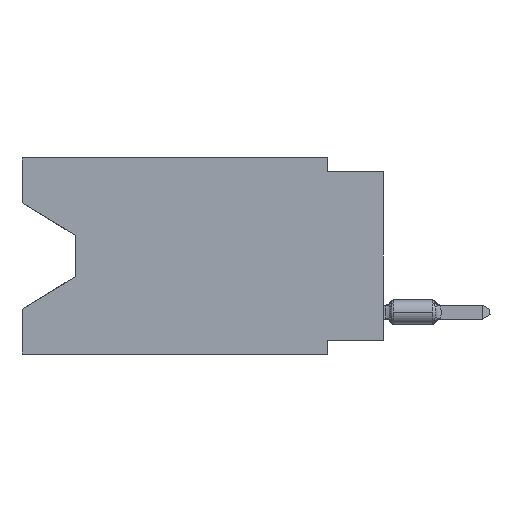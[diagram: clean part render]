
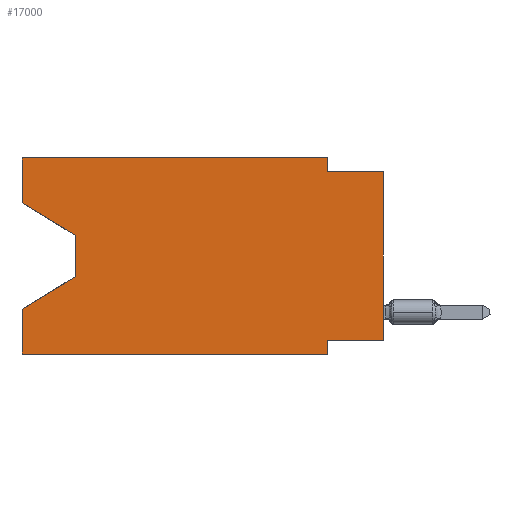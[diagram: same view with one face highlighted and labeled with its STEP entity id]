
A CAD part, left-side view. The second image highlights one B-rep face of the part: STEP entity #17000.
In plain terms, the highlighted planar face has unit normal (-1, 0, 0).
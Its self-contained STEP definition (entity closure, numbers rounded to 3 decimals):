
#40 = ORIENTED_EDGE ( 'NONE', *, *, #21942, .F. ) ;
#499 = CARTESIAN_POINT ( 'NONE',  ( 0., 2.54, -0.635 ) ) ;
#530 = ORIENTED_EDGE ( 'NONE', *, *, #10061, .T. ) ;
#936 = VERTEX_POINT ( 'NONE', #25181 ) ;
#1276 = CARTESIAN_POINT ( 'NONE',  ( 0., 16.383, -8.89 ) ) ;
#1755 = CARTESIAN_POINT ( 'NONE',  ( 0., 0., -8.255 ) ) ;
#2212 = EDGE_CURVE ( 'NONE', #35187, #38542, #13291, .T. ) ;
#3482 = VERTEX_POINT ( 'NONE', #4351 ) ;
#3674 = DIRECTION ( 'NONE',  ( 0., 1., 0. ) ) ;
#4351 = CARTESIAN_POINT ( 'NONE',  ( 0., 2.54, -8.89 ) ) ;
#4552 = DIRECTION ( 'NONE',  ( 0., -1., 0. ) ) ;
#5091 = VECTOR ( 'NONE', #10474, 1000. ) ;
#5156 = CARTESIAN_POINT ( 'NONE',  ( 0., 0., -0.635 ) ) ;
#5762 = ORIENTED_EDGE ( 'NONE', *, *, #27132, .T. ) ;
#5790 = CARTESIAN_POINT ( 'NONE',  ( 0., 13.97, -3.505 ) ) ;
#6053 = CARTESIAN_POINT ( 'NONE',  ( 0., 16.383, -6.852 ) ) ;
#6360 = CARTESIAN_POINT ( 'NONE',  ( 0., 16.383, 0. ) ) ;
#6657 = CARTESIAN_POINT ( 'NONE',  ( 0., 16.383, 0. ) ) ;
#7115 = DIRECTION ( 'NONE',  ( 0., 0., -1. ) ) ;
#7367 = CARTESIAN_POINT ( 'NONE',  ( 0., 0., -8.255 ) ) ;
#7743 = CARTESIAN_POINT ( 'NONE',  ( 0., 16.383, 0. ) ) ;
#8229 = EDGE_CURVE ( 'NONE', #19964, #16824, #38157, .T. ) ;
#9571 = DIRECTION ( 'NONE',  ( 0., 0., 1. ) ) ;
#9859 = CARTESIAN_POINT ( 'NONE',  ( 0., 13.97, -5.385 ) ) ;
#10061 = EDGE_CURVE ( 'NONE', #19964, #3482, #29417, .T. ) ;
#10373 = EDGE_CURVE ( 'NONE', #936, #11190, #37991, .T. ) ;
#10474 = DIRECTION ( 'NONE',  ( 0., 0.855, -0.519 ) ) ;
#10958 = ORIENTED_EDGE ( 'NONE', *, *, #31578, .F. ) ;
#11066 = EDGE_CURVE ( 'NONE', #38542, #16824, #13353, .T. ) ;
#11190 = VERTEX_POINT ( 'NONE', #28541 ) ;
#11521 = DIRECTION ( 'NONE',  ( 0., -1., 0. ) ) ;
#12346 = ORIENTED_EDGE ( 'NONE', *, *, #15001, .F. ) ;
#12582 = VECTOR ( 'NONE', #9571, 1000. ) ;
#12968 = EDGE_CURVE ( 'NONE', #27437, #35187, #20313, .T. ) ;
#13063 = ORIENTED_EDGE ( 'NONE', *, *, #12968, .T. ) ;
#13150 = ORIENTED_EDGE ( 'NONE', *, *, #11066, .T. ) ;
#13291 = LINE ( 'NONE', #25796, #23134 ) ;
#13353 = LINE ( 'NONE', #9859, #5091 ) ;
#13759 = DIRECTION ( 'NONE',  ( 0., -0.855, -0.519 ) ) ;
#14310 = ORIENTED_EDGE ( 'NONE', *, *, #2212, .T. ) ;
#15001 = EDGE_CURVE ( 'NONE', #27437, #936, #33596, .T. ) ;
#15752 = LINE ( 'NONE', #40590, #12582 ) ;
#16114 = DIRECTION ( 'NONE',  ( 1., 0., 0. ) ) ;
#16213 = EDGE_CURVE ( 'NONE', #27503, #28713, #32427, .T. ) ;
#16824 = VERTEX_POINT ( 'NONE', #6053 ) ;
#17000 = ADVANCED_FACE ( 'NONE', ( #26166 ), #38706, .F. ) ;
#17053 = CARTESIAN_POINT ( 'NONE',  ( 0., 16.383, -2.038 ) ) ;
#18761 = VECTOR ( 'NONE', #13759, 1000. ) ;
#18973 = ORIENTED_EDGE ( 'NONE', *, *, #37634, .F. ) ;
#19362 = LINE ( 'NONE', #31894, #20257 ) ;
#19415 = ORIENTED_EDGE ( 'NONE', *, *, #16213, .F. ) ;
#19559 = LINE ( 'NONE', #34342, #20265 ) ;
#19964 = VERTEX_POINT ( 'NONE', #20784 ) ;
#20257 = VECTOR ( 'NONE', #38064, 1000. ) ;
#20265 = VECTOR ( 'NONE', #28595, 1000. ) ;
#20313 = LINE ( 'NONE', #17053, #18761 ) ;
#20639 = CARTESIAN_POINT ( 'NONE',  ( 0., 2.54, -8.255 ) ) ;
#20784 = CARTESIAN_POINT ( 'NONE',  ( 0., 16.383, -8.89 ) ) ;
#21942 = EDGE_CURVE ( 'NONE', #26028, #30788, #26925, .T. ) ;
#22536 = DIRECTION ( 'NONE',  ( 0., 0., 1. ) ) ;
#23134 = VECTOR ( 'NONE', #7115, 1000. ) ;
#23522 = CARTESIAN_POINT ( 'NONE',  ( 0., 16.383, -2.038 ) ) ;
#24364 = CARTESIAN_POINT ( 'NONE',  ( 0., 16.383, 0. ) ) ;
#25181 = CARTESIAN_POINT ( 'NONE',  ( 0., 16.383, 0. ) ) ;
#25796 = CARTESIAN_POINT ( 'NONE',  ( 0., 13.97, -3.505 ) ) ;
#26028 = VERTEX_POINT ( 'NONE', #499 ) ;
#26071 = DIRECTION ( 'NONE',  ( 0., -1., 0. ) ) ;
#26166 = FACE_OUTER_BOUND ( 'NONE', #35488, .T. ) ;
#26925 = LINE ( 'NONE', #5156, #38461 ) ;
#27132 = EDGE_CURVE ( 'NONE', #27503, #30788, #15752, .T. ) ;
#27437 = VERTEX_POINT ( 'NONE', #23522 ) ;
#27503 = VERTEX_POINT ( 'NONE', #1755 ) ;
#28541 = CARTESIAN_POINT ( 'NONE',  ( 0., 2.54, 0. ) ) ;
#28595 = DIRECTION ( 'NONE',  ( 0., 0., -1. ) ) ;
#28713 = VERTEX_POINT ( 'NONE', #20639 ) ;
#29417 = LINE ( 'NONE', #1276, #31259 ) ;
#30788 = VERTEX_POINT ( 'NONE', #34489 ) ;
#31259 = VECTOR ( 'NONE', #4552, 1000. ) ;
#31294 = VECTOR ( 'NONE', #26071, 1000. ) ;
#31578 = EDGE_CURVE ( 'NONE', #11190, #26028, #19559, .T. ) ;
#31894 = CARTESIAN_POINT ( 'NONE',  ( 0., 2.54, -8.89 ) ) ;
#32427 = LINE ( 'NONE', #7367, #40255 ) ;
#33063 = AXIS2_PLACEMENT_3D ( 'NONE', #6657, #16114, #38285 ) ;
#33596 = LINE ( 'NONE', #24364, #39786 ) ;
#34342 = CARTESIAN_POINT ( 'NONE',  ( 0., 2.54, 0. ) ) ;
#34489 = CARTESIAN_POINT ( 'NONE',  ( 0., 0., -0.635 ) ) ;
#34869 = ORIENTED_EDGE ( 'NONE', *, *, #10373, .F. ) ;
#35187 = VERTEX_POINT ( 'NONE', #5790 ) ;
#35488 = EDGE_LOOP ( 'NONE', ( #13063, #14310, #13150, #39465, #530, #18973, #19415, #5762, #40, #10958, #34869, #12346 ) ) ;
#36075 = DIRECTION ( 'NONE',  ( 0., 0., 1. ) ) ;
#37374 = CARTESIAN_POINT ( 'NONE',  ( 0., 13.97, -5.385 ) ) ;
#37634 = EDGE_CURVE ( 'NONE', #28713, #3482, #19362, .T. ) ;
#37991 = LINE ( 'NONE', #6360, #31294 ) ;
#38064 = DIRECTION ( 'NONE',  ( 0., 0., -1. ) ) ;
#38157 = LINE ( 'NONE', #7743, #40413 ) ;
#38285 = DIRECTION ( 'NONE',  ( 0., 0., -1. ) ) ;
#38461 = VECTOR ( 'NONE', #11521, 1000. ) ;
#38542 = VERTEX_POINT ( 'NONE', #37374 ) ;
#38706 = PLANE ( 'NONE',  #33063 ) ;
#39465 = ORIENTED_EDGE ( 'NONE', *, *, #8229, .F. ) ;
#39786 = VECTOR ( 'NONE', #36075, 1000. ) ;
#40255 = VECTOR ( 'NONE', #3674, 1000. ) ;
#40413 = VECTOR ( 'NONE', #22536, 1000. ) ;
#40590 = CARTESIAN_POINT ( 'NONE',  ( 0., 0., 0. ) ) ;
